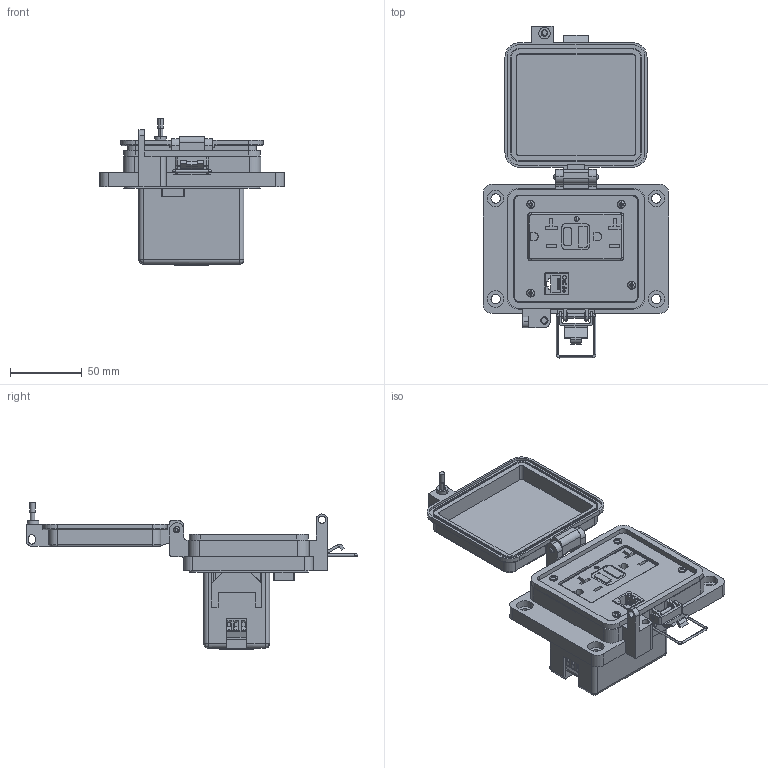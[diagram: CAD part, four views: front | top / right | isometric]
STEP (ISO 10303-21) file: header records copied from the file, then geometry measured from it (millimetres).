
FILE_DESCRIPTION (( 'STEP AP214' ), '1' );
FILE_NAME ('P-R2-K2RF0_3D.STEP', '2017-08-31T14:33:21', ( '' ), ( '' ), 'SwSTEP 2.0', 'SolidWorks 2017', '' );
FILE_SCHEMA (( 'AUTOMOTIVE_DESIGN' ));
Length unit declared in the file: millimetre
Products named in the file (10): 90272A106_ZINC-PLTD STL PAN HEAD PHILLIPS MACHINE SCREW_90272A106; P-R2-K2RF0_FP; P-R2-K2RF0_BP; P-R2-K2RF0_3D; Z-H-K2_B; RF; Z-200-OTLT-RIOF_RF; R2; Z-300-RJ45CAT5; P-R2-K2RF0_TP
Assembly tree (12 placements, depth 3):
  P-R2-K2RF0_3D
    P-R2-K2RF0_BP
    P-R2-K2RF0_FP
    90272A106_ZINC-PLTD STL PAN HEAD PHILLIPS MACHINE SCREW_90272A106  x4
    P-R2-K2RF0_TP
    R2
      Z-300-RJ45CAT5
    RF
      Z-200-OTLT-RIOF_RF
    Z-H-K2_B
Bounding box: 129 x 231.28 x 102.7 mm (x, y, z)
Volume: 285424 mm3; surface area: 166143.7 mm2
Topology: 21 solids, 21 shells, 2523 faces, 6930 edges, 4561 vertices
Faces by surface type: plane 1436, cylinder 812, bspline 190, cone 45, torus 32, sphere 8
Entity records: 96068 total; most frequent: CARTESIAN_POINT 21482, ORIENTED_EDGE 12102, DIRECTION 10553, EDGE_CURVE 6051, LINE 4191, VECTOR 4191, VERTEX_POINT 3982, AXIS2_PLACEMENT_3D 3181
